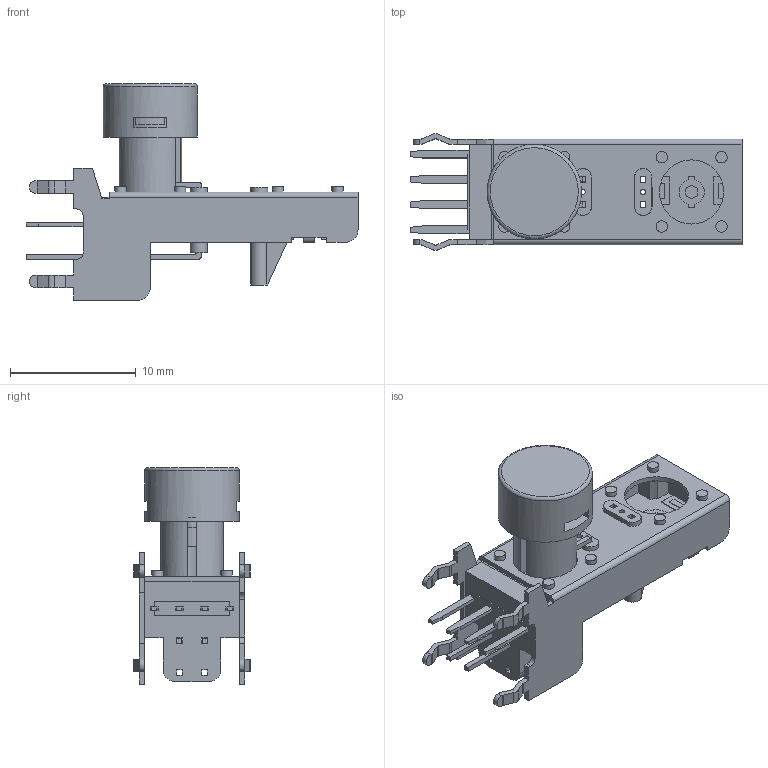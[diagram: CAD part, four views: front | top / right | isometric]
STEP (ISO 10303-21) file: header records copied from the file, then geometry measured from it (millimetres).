
FILE_DESCRIPTION(/* description */ (''),/* implementation_level */ '2;1');
FILE_NAME(/* name */ 'TL3253BNNBxBF160Q.stp',/* time_stamp */ '2025-06-04T11:10:23-05:00',/* author */ ('mroman'),/* organization */ (''),/* preprocessor_version */ 'ST-DEVELOPER v18.1',/* originating_system */ 'Autodesk Inventor 2022',/* authorisation */ '');
FILE_SCHEMA (('AUTOMOTIVE_DESIGN { 1 0 10303 214 3 1 1 }'));
Length unit declared in the file: centimetre
Products named in the file (1): TL3253BNNBxBF160Q
Bounding box: 26.38 x 9.25 x 17.2 mm (x, y, z)
Volume: 767.9 mm3; surface area: 2115.1 mm2
Topology: 1 solids, 3 shells, 676 faces, 1859 edges, 1217 vertices
Faces by surface type: plane 476, cylinder 189, torus 8, bspline 2, cone 1
Full cylindrical faces by diameter (mm): 0.4 x2, 0.9 x8, 1 x2, 2.202 x1, 3.1 x1, 5.1 x3, 7.5 x1
Entity records: 21576 total; most frequent: CARTESIAN_POINT 3943, ORIENTED_EDGE 3714, DIRECTION 3599, EDGE_CURVE 1857, LINE 1433, VECTOR 1433, VERTEX_POINT 1217, AXIS2_PLACEMENT_3D 1083
